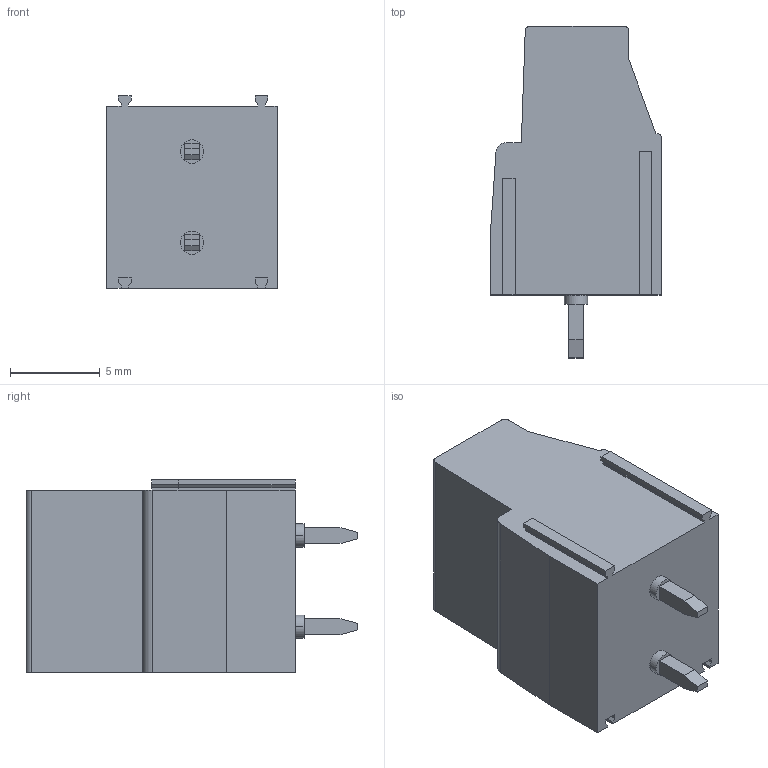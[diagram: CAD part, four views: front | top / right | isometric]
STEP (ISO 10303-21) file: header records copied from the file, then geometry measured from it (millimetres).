
FILE_DESCRIPTION(('SolidDesigner STEP Export'),'1');
FILE_NAME('mkdsn_2.5-2-5.08.stp','2000-06-28T15:05:12',(''),(''), 'SolidDesigner STEP processor Version: 7.0(Mar 1999)for AP214(CD)(Solid Model)', 'CoCreate SolidDesigner: 07.50 21-Dec-99(C) CoCreate Software GmbH','');
FILE_SCHEMA(('AUTOMOTIVE_DESIGN_CC2 {1 2 10303 214 -1 1 5 1}'));
Length unit declared in the file: millimetre
Products named in the file (2): mkdsn_2.5-2-5.08
Assembly tree (1 placements, depth 2):
  mkdsn_2.5-2-5.08
    mkdsn_2.5-2-5.08
Bounding box: 9.5 x 18.5 x 10.73 mm (x, y, z)
Volume: 1161.8 mm3; surface area: 932.6 mm2
Topology: 1 solids, 1 shells, 171 faces, 441 edges, 286 vertices
Faces by surface type: plane 129, cylinder 38, sphere 4
Entity records: 6255 total; most frequent: ORIENTED_EDGE 882, CARTESIAN_POINT 833, DIRECTION 767, EDGE_CURVE 441, VECTOR 327, LINE 327, VERTEX_POINT 286, AXIS2_PLACEMENT_3D 220
